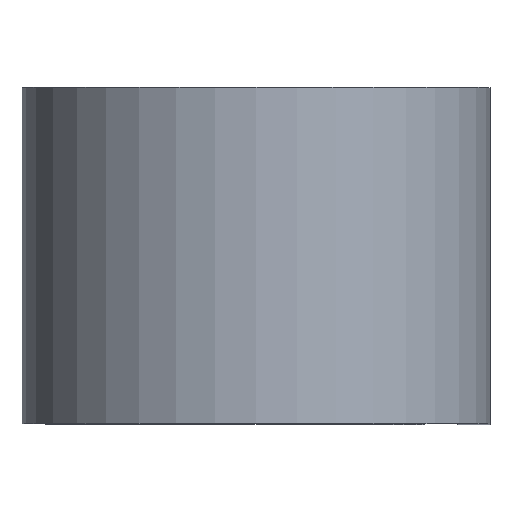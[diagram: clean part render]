
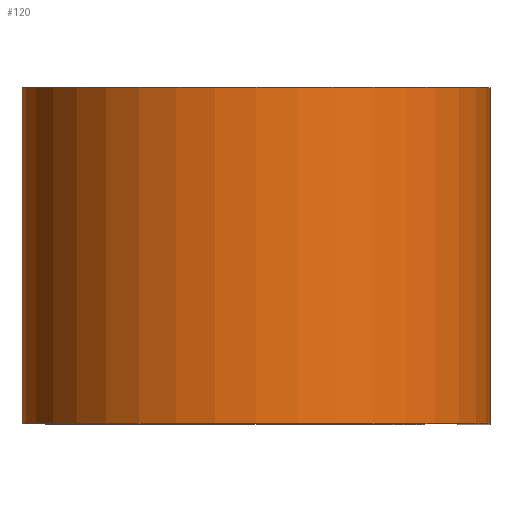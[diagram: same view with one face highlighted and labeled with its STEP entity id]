
A CAD part, top view. The second image highlights one B-rep face of the part: STEP entity #120.
In plain terms, the highlighted cylindrical face has radius 11.049 mm (diameter 22.098 mm), a partial arc.
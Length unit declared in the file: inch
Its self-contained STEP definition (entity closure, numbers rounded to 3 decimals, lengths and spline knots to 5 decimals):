
#26 = FACE_OUTER_BOUND ( 'NONE', #188, .T. ) ;
#35 = VECTOR ( 'NONE', #568, 39.37008 ) ;
#50 = AXIS2_PLACEMENT_3D ( 'NONE', #268, #304, #296 ) ;
#63 = EDGE_CURVE ( 'NONE', #272, #82, #68, .T. ) ;
#68 = CIRCLE ( 'NONE', #50, 0.435 ) ;
#72 = CARTESIAN_POINT ( 'NONE',  ( 0., 0.3125, -0.435 ) ) ;
#78 = DIRECTION ( 'NONE',  ( 1., 0., 0. ) ) ;
#82 = VERTEX_POINT ( 'NONE', #397 ) ;
#103 = VERTEX_POINT ( 'NONE', #487 ) ;
#120 = ADVANCED_FACE ( 'NONE', ( #26 ), #303, .T. ) ;
#127 = CARTESIAN_POINT ( 'NONE',  ( 0., 0.3125, 0. ) ) ;
#161 = ORIENTED_EDGE ( 'NONE', *, *, #260, .T. ) ;
#188 = EDGE_LOOP ( 'NONE', ( #504, #361, #301, #161 ) ) ;
#223 = VERTEX_POINT ( 'NONE', #254 ) ;
#250 = LINE ( 'NONE', #506, #467 ) ;
#254 = CARTESIAN_POINT ( 'NONE',  ( 0.435, 0.3125, 0. ) ) ;
#260 = EDGE_CURVE ( 'NONE', #103, #272, #445, .T. ) ;
#268 = CARTESIAN_POINT ( 'NONE',  ( 0., -0.3125, 0. ) ) ;
#272 = VERTEX_POINT ( 'NONE', #479 ) ;
#296 = DIRECTION ( 'NONE',  ( 1., 0., 0. ) ) ;
#301 = ORIENTED_EDGE ( 'NONE', *, *, #435, .F. ) ;
#303 = CYLINDRICAL_SURFACE ( 'NONE', #394, 0.435 ) ;
#304 = DIRECTION ( 'NONE',  ( 0., 1., 0. ) ) ;
#361 = ORIENTED_EDGE ( 'NONE', *, *, #628, .F. ) ;
#366 = DIRECTION ( 'NONE',  ( 0., -1., 0. ) ) ;
#382 = DIRECTION ( 'NONE',  ( 0., 0., -1. ) ) ;
#394 = AXIS2_PLACEMENT_3D ( 'NONE', #564, #478, #382 ) ;
#397 = CARTESIAN_POINT ( 'NONE',  ( 0.435, -0.3125, 0. ) ) ;
#435 = EDGE_CURVE ( 'NONE', #103, #223, #459, .T. ) ;
#445 = LINE ( 'NONE', #72, #35 ) ;
#459 = CIRCLE ( 'NONE', #588, 0.435 ) ;
#467 = VECTOR ( 'NONE', #366, 39.37008 ) ;
#478 = DIRECTION ( 'NONE',  ( 0., -1., 0. ) ) ;
#479 = CARTESIAN_POINT ( 'NONE',  ( 0., -0.3125, -0.435 ) ) ;
#480 = DIRECTION ( 'NONE',  ( 0., 1., 0. ) ) ;
#487 = CARTESIAN_POINT ( 'NONE',  ( 0., 0.3125, -0.435 ) ) ;
#504 = ORIENTED_EDGE ( 'NONE', *, *, #63, .T. ) ;
#506 = CARTESIAN_POINT ( 'NONE',  ( 0.435, 0.3125, 0. ) ) ;
#564 = CARTESIAN_POINT ( 'NONE',  ( 0., 0.3125, 0. ) ) ;
#568 = DIRECTION ( 'NONE',  ( 0., -1., 0. ) ) ;
#588 = AXIS2_PLACEMENT_3D ( 'NONE', #127, #480, #78 ) ;
#628 = EDGE_CURVE ( 'NONE', #223, #82, #250, .T. ) ;
